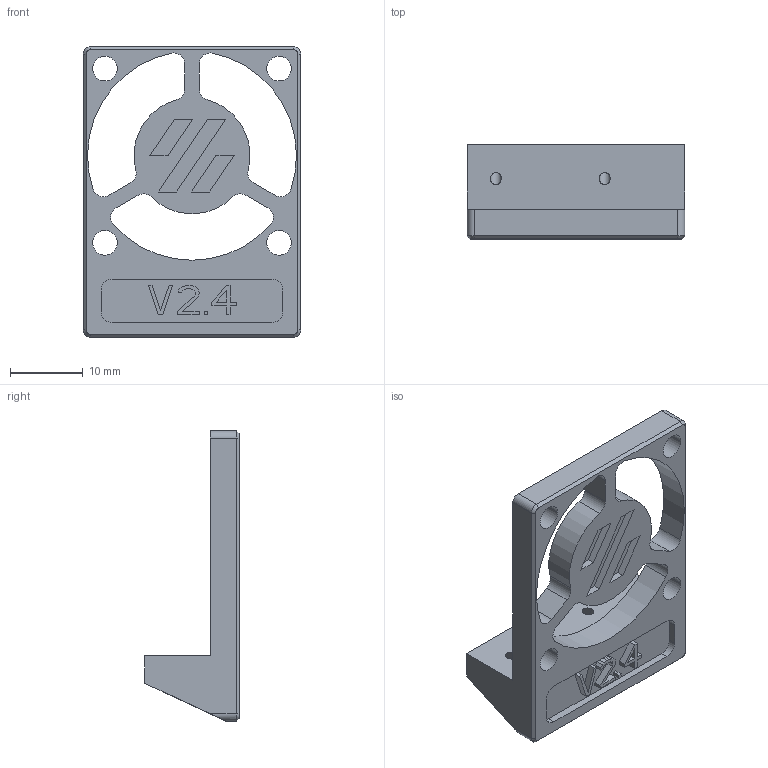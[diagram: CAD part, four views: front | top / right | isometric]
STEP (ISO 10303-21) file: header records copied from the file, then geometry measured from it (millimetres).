
FILE_DESCRIPTION((''),'2;1');
FILE_NAME('MANTIS_NEOPIXEL_ROUND','2023-01-07T17:43:53',('lindlbauek'),(''),'CREO PARAMETRIC BY PTC INC, 2020414','CREO PARAMETRIC BY PTC INC, 2020414','');
FILE_SCHEMA(('CONFIG_CONTROL_DESIGN','SHAPE_APPEARANCE_LAYERS_GROUPS'));
Length unit declared in the file: millimetre
Products named in the file (1): MANTIS_NEOPIXEL_ROUND
Bounding box: 30 x 13 x 40 mm (x, y, z)
Volume: 4306.7 mm3; surface area: 3746.3 mm2
Topology: 1 solids, 1 shells, 157 faces, 425 edges, 298 vertices
Faces by surface type: plane 103, cylinder 50, cone 4
Entity records: 5113 total; most frequent: CARTESIAN_POINT 903, DIRECTION 833, ORIENTED_EDGE 824, EDGE_CURVE 412, VECTOR 321, LINE 321, VERTEX_POINT 272, AXIS2_PLACEMENT_3D 256
